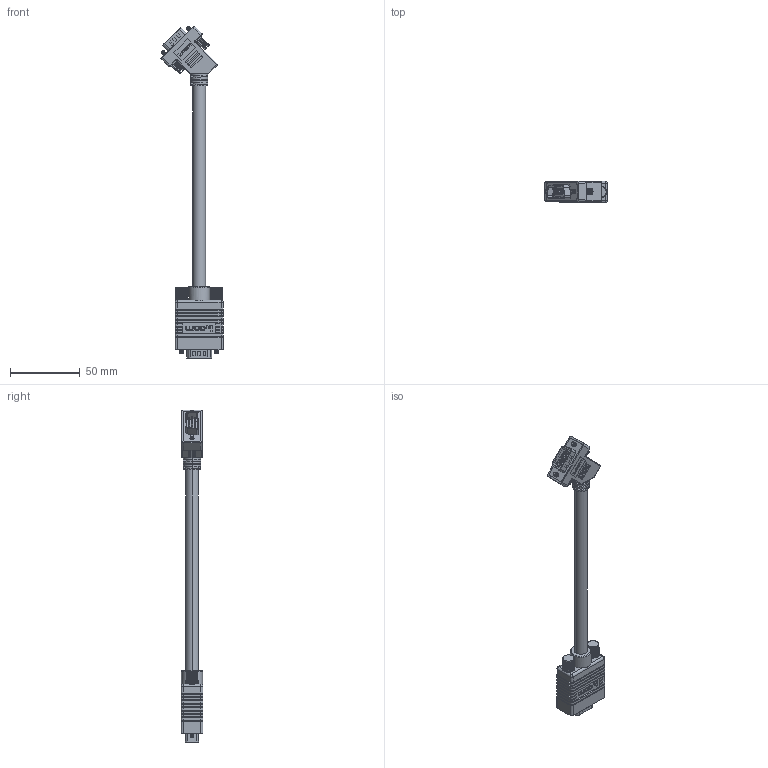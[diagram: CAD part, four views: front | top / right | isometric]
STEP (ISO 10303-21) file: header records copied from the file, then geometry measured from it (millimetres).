
FILE_DESCRIPTION (( 'STEP AP203' ), '1' );
FILE_NAME ('CTL3VGAMM-BR.STEP', '2013-02-14T15:59:12', ( 'x' ), ( '' ), 'SwSTEP 2.0', 'SolidWorks 2012', '' );
FILE_SCHEMA (( 'CONFIG_CONTROL_DESIGN' ));
Length unit declared in the file: inch
Products named in the file (14): 1AJ09-037; MTN-318_New Logo; MTN-317; 3AB01-117; 1AV02-007_SINGLE CONTACT; 1AC04-003; 1AY03-027___; MTN-382___; 1AJ06-029_CRMN9 Screw; MTN-209_New Logo; 1AL05-013_6" long; CTL3VGAMM-BR; 3AB01-131_MALE ROTATED 180 DEG.; 1AJ06-038_SP26456
Assembly tree (46 placements, depth 3):
  CTL3VGAMM-BR
    1AL05-013_6" long
    3AB01-117
      MTN-209_New Logo
      1AJ06-029_CRMN9 Screw  x2
      MTN-382___
      1AY03-027___
      1AC04-003
      1AV02-007_SINGLE CONTACT  x15
    3AB01-131_MALE ROTATED 180 DEG.
      1AC04-003
      1AV02-007_SINGLE CONTACT  x15
      MTN-317
      MTN-318_New Logo
      1AJ09-037  x2
      1AJ06-038_SP26456  x2
Bounding box: 44.64 x 15.67 x 237.72 mm (x, y, z)
Volume: 48845.7 mm3; surface area: 30776.9 mm2
Topology: 46 solids, 46 shells, 3425 faces, 9201 edges, 5956 vertices
Faces by surface type: plane 1744, cylinder 1092, bspline 310, torus 167, cone 84, sphere 28
Entity records: 69739 total; most frequent: CARTESIAN_POINT 29316, ORIENTED_EDGE 8514, DIRECTION 7004, EDGE_CURVE 4257, VERTEX_POINT 2762, LINE 2408, VECTOR 2408, AXIS2_PLACEMENT_3D 2298
